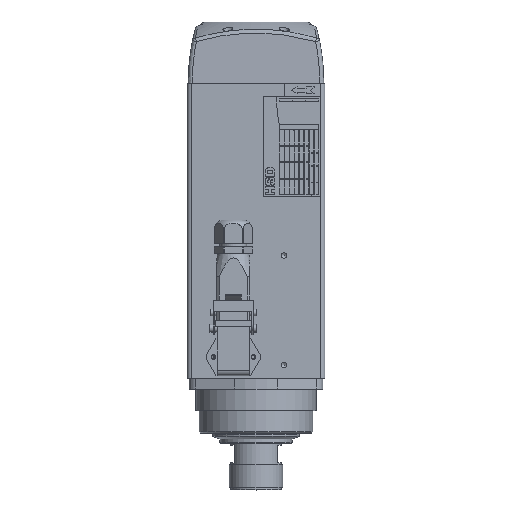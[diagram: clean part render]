
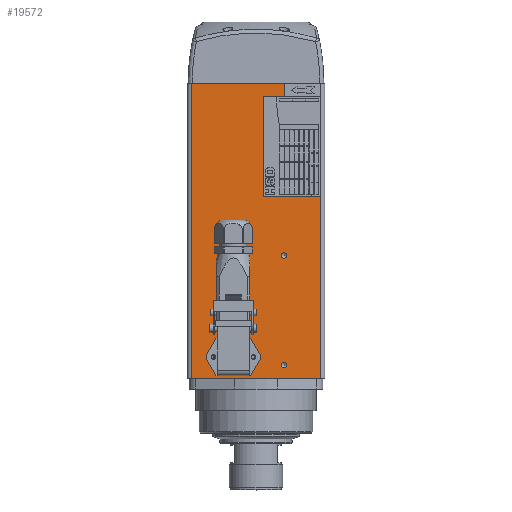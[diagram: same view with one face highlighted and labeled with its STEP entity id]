
A CAD part, top view. The second image highlights one B-rep face of the part: STEP entity #19572.
In plain terms, the highlighted planar face has unit normal (0, 0, 1).
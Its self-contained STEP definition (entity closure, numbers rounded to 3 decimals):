
#3054=CIRCLE('',#21125,2.067);
#3055=CIRCLE('',#21126,2.067);
#3056=CIRCLE('',#21127,2.067);
#3057=CIRCLE('',#21128,2.067);
#3058=CIRCLE('',#21129,1.23);
#3059=CIRCLE('',#21130,1.23);
#3060=CIRCLE('',#21131,1.23);
#3061=CIRCLE('',#21132,6.);
#6760=ORIENTED_EDGE('',*,*,#10241,.F.);
#6761=ORIENTED_EDGE('',*,*,#10242,.T.);
#6762=ORIENTED_EDGE('',*,*,#10243,.F.);
#6763=ORIENTED_EDGE('',*,*,#10244,.F.);
#6764=ORIENTED_EDGE('',*,*,#10245,.T.);
#6765=ORIENTED_EDGE('',*,*,#10246,.T.);
#6766=ORIENTED_EDGE('',*,*,#10247,.T.);
#6767=ORIENTED_EDGE('',*,*,#10248,.T.);
#6768=ORIENTED_EDGE('',*,*,#10249,.T.);
#6769=ORIENTED_EDGE('',*,*,#10250,.T.);
#6770=ORIENTED_EDGE('',*,*,#10251,.T.);
#6771=ORIENTED_EDGE('',*,*,#10252,.T.);
#10241=EDGE_CURVE('',#12239,#12240,#13784,.T.);
#10242=EDGE_CURVE('',#12239,#12241,#13785,.T.);
#10243=EDGE_CURVE('',#12242,#12241,#13786,.T.);
#10244=EDGE_CURVE('',#12240,#12242,#13787,.T.);
#10245=EDGE_CURVE('',#12243,#12243,#3054,.T.);
#10246=EDGE_CURVE('',#12244,#12244,#3055,.T.);
#10247=EDGE_CURVE('',#12245,#12245,#3056,.T.);
#10248=EDGE_CURVE('',#12246,#12246,#3057,.T.);
#10249=EDGE_CURVE('',#12247,#12247,#3058,.T.);
#10250=EDGE_CURVE('',#12248,#12248,#3059,.T.);
#10251=EDGE_CURVE('',#12249,#12249,#3060,.T.);
#10252=EDGE_CURVE('',#12250,#12250,#3061,.T.);
#12239=VERTEX_POINT('',#33203);
#12240=VERTEX_POINT('',#33204);
#12241=VERTEX_POINT('',#33206);
#12242=VERTEX_POINT('',#33208);
#12243=VERTEX_POINT('',#33211);
#12244=VERTEX_POINT('',#33213);
#12245=VERTEX_POINT('',#33215);
#12246=VERTEX_POINT('',#33217);
#12247=VERTEX_POINT('',#33219);
#12248=VERTEX_POINT('',#33221);
#12249=VERTEX_POINT('',#33223);
#12250=VERTEX_POINT('',#33225);
#13784=LINE('',#33202,#15205);
#13785=LINE('',#33205,#15206);
#13786=LINE('',#33207,#15207);
#13787=LINE('',#33209,#15208);
#15205=VECTOR('',#24931,1000.);
#15206=VECTOR('',#24932,1000.);
#15207=VECTOR('',#24933,1000.);
#15208=VECTOR('',#24934,1000.);
#16458=EDGE_LOOP('',(#6760,#6761,#6762,#6763));
#16459=EDGE_LOOP('',(#6764));
#16460=EDGE_LOOP('',(#6765));
#16461=EDGE_LOOP('',(#6766));
#16462=EDGE_LOOP('',(#6767));
#16463=EDGE_LOOP('',(#6768));
#16464=EDGE_LOOP('',(#6769));
#16465=EDGE_LOOP('',(#6770));
#16466=EDGE_LOOP('',(#6771));
#17782=FACE_BOUND('',#16458,.T.);
#17783=FACE_BOUND('',#16459,.T.);
#17784=FACE_BOUND('',#16460,.T.);
#17785=FACE_BOUND('',#16461,.T.);
#17786=FACE_BOUND('',#16462,.T.);
#17787=FACE_BOUND('',#16463,.T.);
#17788=FACE_BOUND('',#16464,.T.);
#17789=FACE_BOUND('',#16465,.T.);
#17790=FACE_BOUND('',#16466,.T.);
#18712=PLANE('',#21124);
#19572=ADVANCED_FACE('',(#17782,#17783,#17784,#17785,#17786,#17787,#17788,
#17789,#17790),#18712,.T.);
#21124=AXIS2_PLACEMENT_3D('',#33201,#24929,#24930);
#21125=AXIS2_PLACEMENT_3D('',#33210,#24935,#24936);
#21126=AXIS2_PLACEMENT_3D('',#33212,#24937,#24938);
#21127=AXIS2_PLACEMENT_3D('',#33214,#24939,#24940);
#21128=AXIS2_PLACEMENT_3D('',#33216,#24941,#24942);
#21129=AXIS2_PLACEMENT_3D('',#33218,#24943,#24944);
#21130=AXIS2_PLACEMENT_3D('',#33220,#24945,#24946);
#21131=AXIS2_PLACEMENT_3D('',#33222,#24947,#24948);
#21132=AXIS2_PLACEMENT_3D('',#33224,#24949,#24950);
#24929=DIRECTION('',(0.,0.,1.));
#24930=DIRECTION('',(1.,0.,0.));
#24931=DIRECTION('',(1.,0.,0.));
#24932=DIRECTION('',(0.,-1.,0.));
#24933=DIRECTION('',(-1.,0.,0.));
#24934=DIRECTION('',(0.,-1.,0.));
#24935=DIRECTION('',(0.,0.,-1.));
#24936=DIRECTION('',(0.,-1.,0.));
#24937=DIRECTION('',(0.,0.,-1.));
#24938=DIRECTION('',(0.,-1.,0.));
#24939=DIRECTION('',(0.,0.,-1.));
#24940=DIRECTION('',(0.,-1.,0.));
#24941=DIRECTION('',(0.,0.,-1.));
#24942=DIRECTION('',(0.,-1.,0.));
#24943=DIRECTION('',(0.,0.,-1.));
#24944=DIRECTION('',(0.,-1.,0.));
#24945=DIRECTION('',(0.,0.,-1.));
#24946=DIRECTION('',(0.,-1.,0.));
#24947=DIRECTION('',(0.,0.,-1.));
#24948=DIRECTION('',(0.,-1.,0.));
#24949=DIRECTION('',(0.,0.,-1.));
#24950=DIRECTION('',(0.,1.,0.));
#33201=CARTESIAN_POINT('',(48.5,1000.,60.));
#33202=CARTESIAN_POINT('',(48.5,221.,60.));
#33203=CARTESIAN_POINT('',(-48.5,221.,60.));
#33204=CARTESIAN_POINT('',(48.5,221.,60.));
#33205=CARTESIAN_POINT('',(-48.5,1000.,60.));
#33206=CARTESIAN_POINT('',(-48.5,0.,60.));
#33207=CARTESIAN_POINT('',(48.5,0.,60.));
#33208=CARTESIAN_POINT('',(48.5,0.,60.));
#33209=CARTESIAN_POINT('',(48.5,1000.,60.));
#33210=CARTESIAN_POINT('',(-21.,10.,60.));
#33211=CARTESIAN_POINT('',(-21.,7.933,60.));
#33212=CARTESIAN_POINT('',(-21.,92.,60.));
#33213=CARTESIAN_POINT('',(-21.,89.933,60.));
#33214=CARTESIAN_POINT('',(21.,10.,60.));
#33215=CARTESIAN_POINT('',(21.,7.933,60.));
#33216=CARTESIAN_POINT('',(21.,92.,60.));
#33217=CARTESIAN_POINT('',(21.,89.933,60.));
#33218=CARTESIAN_POINT('',(-32.,16.,60.));
#33219=CARTESIAN_POINT('',(-32.,14.771,60.));
#33220=CARTESIAN_POINT('',(-10.,16.,60.));
#33221=CARTESIAN_POINT('',(-10.,14.771,60.));
#33222=CARTESIAN_POINT('',(-2.,16.,60.));
#33223=CARTESIAN_POINT('',(-2.,14.771,60.));
#33224=CARTESIAN_POINT('',(-18.5,19.,60.));
#33225=CARTESIAN_POINT('',(-18.5,25.,60.));
